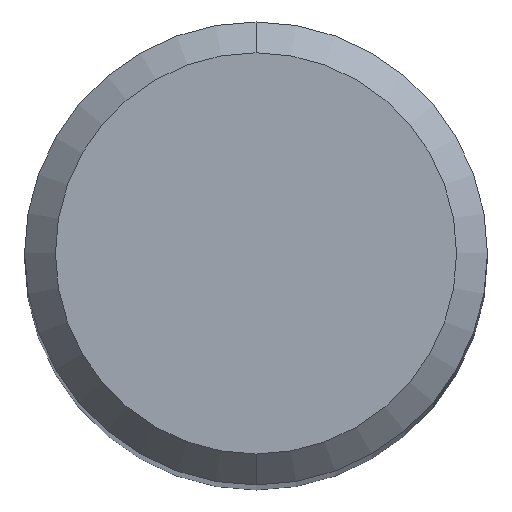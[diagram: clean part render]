
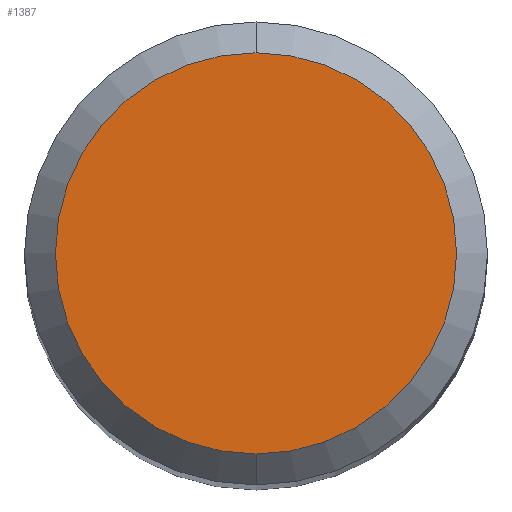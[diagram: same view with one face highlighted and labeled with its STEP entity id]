
A CAD part, top view. The second image highlights one B-rep face of the part: STEP entity #1387.
In plain terms, the highlighted planar face has unit normal (0, 0, 1).
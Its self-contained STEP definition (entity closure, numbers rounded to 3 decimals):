
#715=VERTEX_POINT('',#1757);
#755=VERTEX_POINT('',#1799);
#1037=EDGE_CURVE('',#755,#715,#2106,.T.);
#1185=EDGE_CURVE('',#715,#755,#2264,.T.);
#1387=ADVANCED_FACE('',(#2491),#2492,.T.);
#1757=CARTESIAN_POINT('',(0.0,2.6,0.0));
#1799=CARTESIAN_POINT('',(0.,-2.6,0.0));
#2106=CIRCLE('',#5978,2.6);
#2264=CIRCLE('',#6487,2.6);
#2491=FACE_OUTER_BOUND('',#8159,.T.);
#2492=PLANE('',#8160);
#5978=AXIS2_PLACEMENT_3D('',#9501,#9502,#9503);
#6487=AXIS2_PLACEMENT_3D('',#9631,#9632,#9633);
#8159=EDGE_LOOP('',(#9905,#9906));
#8160=AXIS2_PLACEMENT_3D('',#9907,#9908,#9909);
#9501=CARTESIAN_POINT('',(0.0,0.0,0.0));
#9502=DIRECTION('',(0.0,0.0,-1.0));
#9503=DIRECTION('',(0.0,1.0,0.0));
#9631=CARTESIAN_POINT('',(0.0,0.0,0.0));
#9632=DIRECTION('',(0.0,0.0,-1.0));
#9633=DIRECTION('',(0.0,1.0,0.0));
#9905=ORIENTED_EDGE('',*,*,#1185,.F.);
#9906=ORIENTED_EDGE('',*,*,#1037,.F.);
#9907=CARTESIAN_POINT('',(0.0,1.3,0.0));
#9908=DIRECTION('',(-0.0,0.0,1.0));
#9909=DIRECTION('',(0.0,-1.0,0.0));
